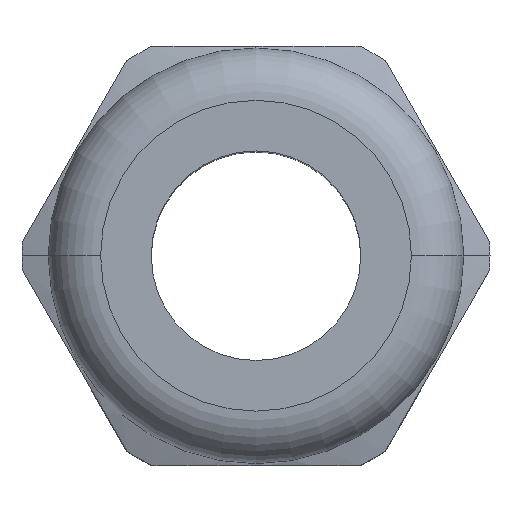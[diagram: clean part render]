
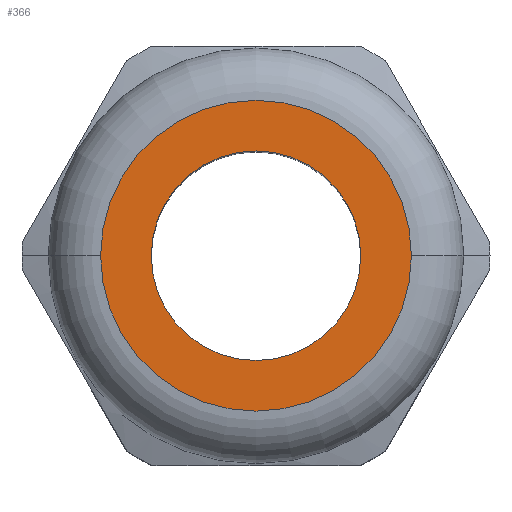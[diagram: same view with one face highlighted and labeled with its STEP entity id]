
A CAD part, top view. The second image highlights one B-rep face of the part: STEP entity #366.
In plain terms, the highlighted planar face has unit normal (0, 0, 1).
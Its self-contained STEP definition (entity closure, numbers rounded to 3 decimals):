
#197 = EDGE_CURVE ( 'NONE', #213, #221, #883, .T. ) ;
#213 = VERTEX_POINT ( 'NONE', #959 ) ;
#215 = VERTEX_POINT ( 'NONE', #876 ) ;
#221 = VERTEX_POINT ( 'NONE', #869 ) ;
#225 = EDGE_CURVE ( 'NONE', #215, #236, #860, .T. ) ;
#236 = VERTEX_POINT ( 'NONE', #1068 ) ;
#366 = ADVANCED_FACE ( 'NONE', ( #1373, #1206 ), #1368, .T. ) ;
#367 = ORIENTED_EDGE ( 'NONE', *, *, #197, .T. ) ;
#369 = EDGE_CURVE ( 'NONE', #236, #215, #1232, .T. ) ;
#411 = EDGE_LOOP ( 'NONE', ( #462, #461 ) ) ;
#415 = EDGE_LOOP ( 'NONE', ( #367, #492 ) ) ;
#416 = EDGE_CURVE ( 'NONE', #221, #213, #1281, .T. ) ;
#461 = ORIENTED_EDGE ( 'NONE', *, *, #225, .T. ) ;
#462 = ORIENTED_EDGE ( 'NONE', *, *, #369, .T. ) ;
#492 = ORIENTED_EDGE ( 'NONE', *, *, #416, .T. ) ;
#856 = DIRECTION ( 'NONE',  ( -1., 0., 0. ) ) ;
#857 = DIRECTION ( 'NONE',  ( 0., 0., -1. ) ) ;
#858 = CARTESIAN_POINT ( 'NONE',  ( 0., 0., 35. ) ) ;
#859 = AXIS2_PLACEMENT_3D ( 'NONE', #858, #857, #856 ) ;
#860 = CIRCLE ( 'NONE', #859, 6. ) ;
#869 = CARTESIAN_POINT ( 'NONE',  ( -8.9, 0., 35. ) ) ;
#876 = CARTESIAN_POINT ( 'NONE',  ( 6., 0., 35. ) ) ;
#883 = CIRCLE ( 'NONE', #969, 8.9 ) ;
#888 = CARTESIAN_POINT ( 'NONE',  ( 0., 0., 35. ) ) ;
#959 = CARTESIAN_POINT ( 'NONE',  ( 8.9, 0., 35. ) ) ;
#961 = DIRECTION ( 'NONE',  ( 1., 0., 0. ) ) ;
#962 = DIRECTION ( 'NONE',  ( 0., 0., 1. ) ) ;
#969 = AXIS2_PLACEMENT_3D ( 'NONE', #888, #962, #961 ) ;
#1068 = CARTESIAN_POINT ( 'NONE',  ( -6., 0., 35. ) ) ;
#1191 = DIRECTION ( 'NONE',  ( -1., 0., 0. ) ) ;
#1192 = DIRECTION ( 'NONE',  ( 0., 0., -1. ) ) ;
#1193 = CARTESIAN_POINT ( 'NONE',  ( 0., 0., 35. ) ) ;
#1196 = DIRECTION ( 'NONE',  ( 1., 0., 0. ) ) ;
#1197 = DIRECTION ( 'NONE',  ( 0., 0., 1. ) ) ;
#1206 = FACE_OUTER_BOUND ( 'NONE', #415, .T. ) ;
#1230 = CARTESIAN_POINT ( 'NONE',  ( 0., 0., 35. ) ) ;
#1231 = AXIS2_PLACEMENT_3D ( 'NONE', #1230, #1197, #1196 ) ;
#1232 = CIRCLE ( 'NONE', #1364, 6. ) ;
#1280 = AXIS2_PLACEMENT_3D ( 'NONE', #1338, #1332, #1331 ) ;
#1281 = CIRCLE ( 'NONE', #1280, 8.9 ) ;
#1331 = DIRECTION ( 'NONE',  ( 1., 0., 0. ) ) ;
#1332 = DIRECTION ( 'NONE',  ( 0., 0., 1. ) ) ;
#1338 = CARTESIAN_POINT ( 'NONE',  ( 0., 0., 35. ) ) ;
#1364 = AXIS2_PLACEMENT_3D ( 'NONE', #1193, #1192, #1191 ) ;
#1368 = PLANE ( 'NONE',  #1231 ) ;
#1373 = FACE_BOUND ( 'NONE', #411, .T. ) ;
